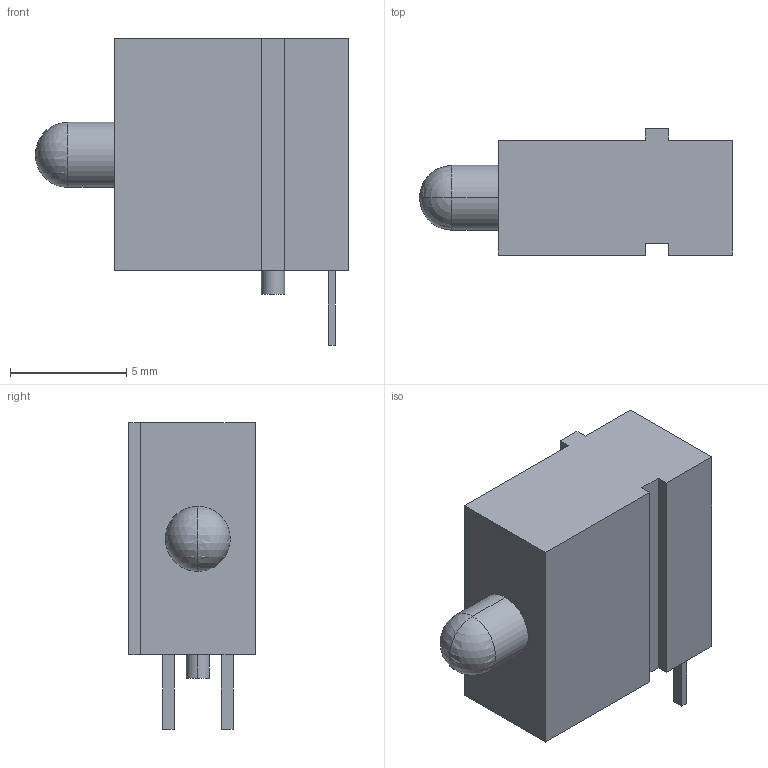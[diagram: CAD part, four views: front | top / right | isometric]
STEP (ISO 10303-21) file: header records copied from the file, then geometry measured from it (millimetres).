
FILE_DESCRIPTION((''),'2;1');
FILE_NAME('MENTOR_1808.7033.stp','2009-01-14T15:10:18',(''),(''),'Mechanical Desktop 2009','Mechanical Desktop 2009',', , ');
FILE_SCHEMA(('AUTOMOTIVE_DESIGN { 1 2 10303 214 1 1 1 1 }'));
Length unit declared in the file: millimetre
Products named in the file (1): Product
Bounding box: 13.5 x 5.45 x 13.2 mm (x, y, z)
Volume: 519.8 mm3; surface area: 471 mm2
Topology: 4 solids, 4 shells, 34 faces, 77 edges, 48 vertices
Faces by surface type: plane 28, cylinder 4, sphere 2
Entity records: 966 total; most frequent: CARTESIAN_POINT 156, DIRECTION 152, ORIENTED_EDGE 146, EDGE_CURVE 73, VECTOR 64, LINE 64, VERTEX_POINT 48, AXIS2_PLACEMENT_3D 44
